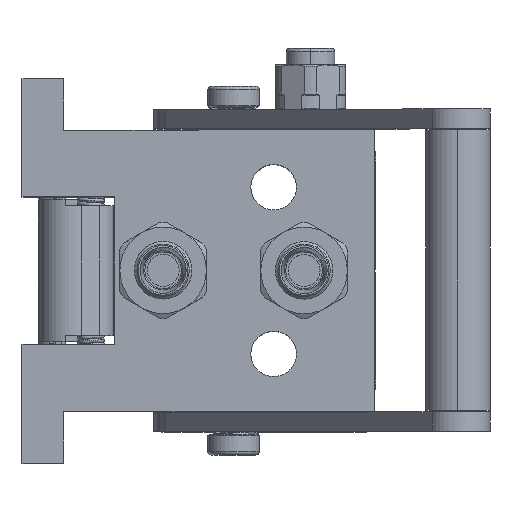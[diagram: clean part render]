
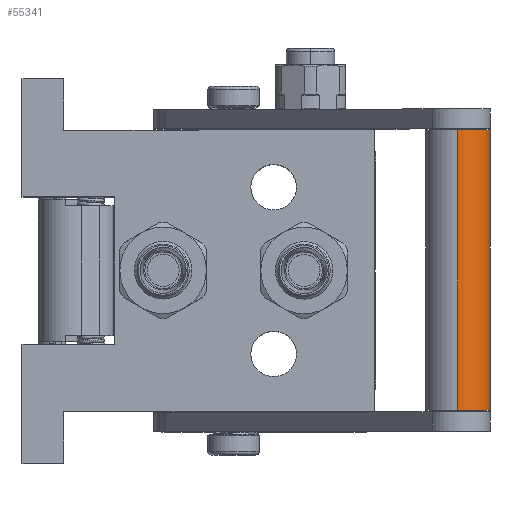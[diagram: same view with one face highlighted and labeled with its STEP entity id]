
A CAD part, top view. The second image highlights one B-rep face of the part: STEP entity #55341.
In plain terms, the highlighted cylindrical face has radius 10 mm (diameter 20 mm), a partial arc.
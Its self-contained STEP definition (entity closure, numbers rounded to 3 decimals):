
#721 = CIRCLE ( 'NONE', #89453, 10. ) ;
#2929 = CARTESIAN_POINT ( 'NONE',  ( -96.825, 0., 0. ) ) ;
#6222 = VERTEX_POINT ( 'NONE', #54229 ) ;
#7804 = EDGE_CURVE ( 'NONE', #10137, #37064, #19642, .T. ) ;
#9779 = CARTESIAN_POINT ( 'NONE',  ( -87.5, 0., 0. ) ) ;
#10137 = VERTEX_POINT ( 'NONE', #53611 ) ;
#17783 = DIRECTION ( 'NONE',  ( 1., 0., 0. ) ) ;
#18813 = EDGE_CURVE ( 'NONE', #61943, #10137, #721, .T. ) ;
#19642 = LINE ( 'NONE', #34038, #81910 ) ;
#19703 = EDGE_CURVE ( 'NONE', #6222, #37064, #44195, .T. ) ;
#20031 = CARTESIAN_POINT ( 'NONE',  ( -87.5, 0., 10. ) ) ;
#21078 = AXIS2_PLACEMENT_3D ( 'NONE', #2929, #59283, #82300 ) ;
#22767 = EDGE_CURVE ( 'NONE', #61943, #6222, #58325, .T. ) ;
#24971 = DIRECTION ( 'NONE',  ( -1., 0., 0. ) ) ;
#34038 = CARTESIAN_POINT ( 'NONE',  ( 0., 0., 10. ) ) ;
#37064 = VERTEX_POINT ( 'NONE', #20031 ) ;
#38095 = CYLINDRICAL_SURFACE ( 'NONE', #21078, 10. ) ;
#44195 = CIRCLE ( 'NONE', #56305, 10. ) ;
#50439 = EDGE_LOOP ( 'NONE', ( #75763, #83711, #63294, #82108 ) ) ;
#51748 = CARTESIAN_POINT ( 'NONE',  ( 0., 0., -10. ) ) ;
#53611 = CARTESIAN_POINT ( 'NONE',  ( 0., 0., 10. ) ) ;
#54191 = FACE_OUTER_BOUND ( 'NONE', #50439, .T. ) ;
#54229 = CARTESIAN_POINT ( 'NONE',  ( -87.5, 0., -10. ) ) ;
#55341 = ADVANCED_FACE ( 'NONE', ( #54191 ), #38095, .T. ) ;
#56305 = AXIS2_PLACEMENT_3D ( 'NONE', #9779, #17783, #73432 ) ;
#56837 = CARTESIAN_POINT ( 'NONE',  ( 0., 0., 0. ) ) ;
#58325 = LINE ( 'NONE', #60651, #101857 ) ;
#59283 = DIRECTION ( 'NONE',  ( -1., 0., 0. ) ) ;
#60651 = CARTESIAN_POINT ( 'NONE',  ( 0., 0., -10. ) ) ;
#61943 = VERTEX_POINT ( 'NONE', #51748 ) ;
#63294 = ORIENTED_EDGE ( 'NONE', *, *, #18813, .F. ) ;
#73432 = DIRECTION ( 'NONE',  ( 0., 0., -1. ) ) ;
#75763 = ORIENTED_EDGE ( 'NONE', *, *, #19703, .T. ) ;
#81910 = VECTOR ( 'NONE', #24971, 1000. ) ;
#82108 = ORIENTED_EDGE ( 'NONE', *, *, #22767, .T. ) ;
#82300 = DIRECTION ( 'NONE',  ( 0., 0., 1. ) ) ;
#83711 = ORIENTED_EDGE ( 'NONE', *, *, #7804, .F. ) ;
#88483 = DIRECTION ( 'NONE',  ( 1., 0., 0. ) ) ;
#88838 = DIRECTION ( 'NONE',  ( 0., 0., -1. ) ) ;
#89453 = AXIS2_PLACEMENT_3D ( 'NONE', #56837, #88483, #88838 ) ;
#100626 = DIRECTION ( 'NONE',  ( -1., 0., 0. ) ) ;
#101857 = VECTOR ( 'NONE', #100626, 1000. ) ;
